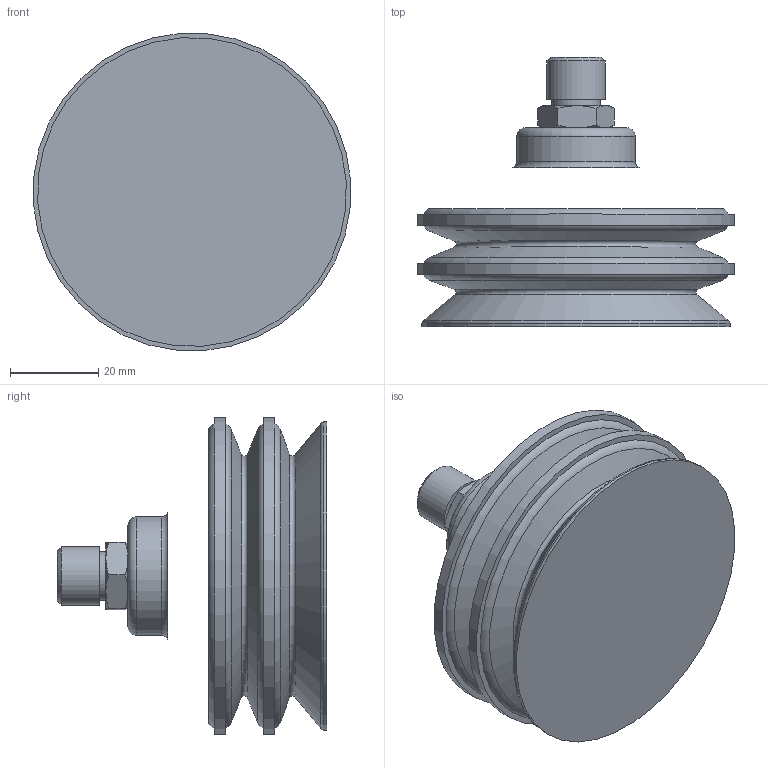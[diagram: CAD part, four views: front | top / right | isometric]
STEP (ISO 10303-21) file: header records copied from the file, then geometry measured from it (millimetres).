
FILE_DESCRIPTION(/* description */ (''),/* implementation_level */ '2;1');
FILE_NAME(/* name */ 'vf72sb_rac7r1-4m.stp',/* time_stamp */ '2020-07-06T11:11:55+02:00',/* author */ ('enginyeria'),/* organization */ (''),/* preprocessor_version */ 'ST-DEVELOPER v17',/* originating_system */ 'Autodesk Inventor 2019',/* authorisation */ '');
FILE_SCHEMA (('CONFIG_CONTROL_DESIGN'));
Length unit declared in the file: millimetre
Products named in the file (1): Pieza106
Bounding box: 71.8 x 61 x 71.8 mm (x, y, z)
Volume: 112577.1 mm3; surface area: 19516.7 mm2
Topology: 1 solids, 1 shells, 51 faces, 139 edges, 98 vertices
Faces by surface type: cone 19, plane 16, torus 9, cylinder 7
Full cylindrical faces by diameter (mm): 6 x1, 11 x1, 13.157 x1, 27 x1, 70 x1, 72 x2
Entity records: 1743 total; most frequent: CARTESIAN_POINT 337, DIRECTION 314, ORIENTED_EDGE 278, AXIS2_PLACEMENT_3D 147, EDGE_CURVE 139, VERTEX_POINT 98, CIRCLE 95, EDGE_LOOP 59
